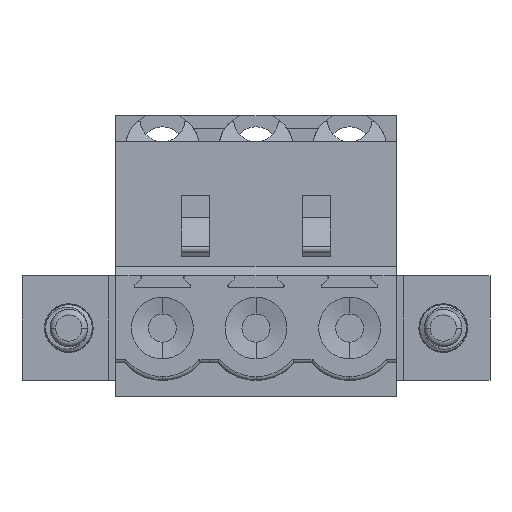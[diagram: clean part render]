
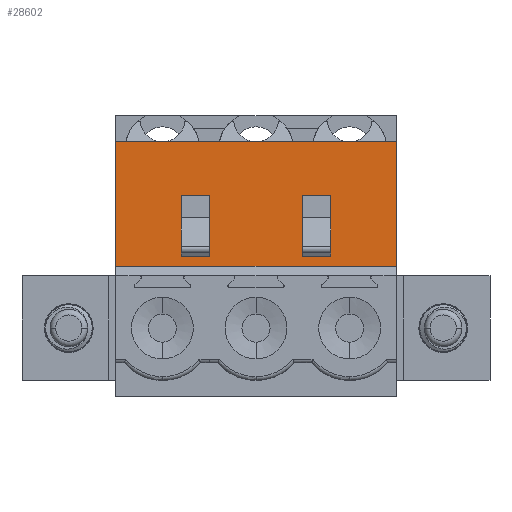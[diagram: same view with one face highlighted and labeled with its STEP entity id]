
A CAD part, front view. The second image highlights one B-rep face of the part: STEP entity #28602.
In plain terms, the highlighted planar face has unit normal (0, -1, 0).
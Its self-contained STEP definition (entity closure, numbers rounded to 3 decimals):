
#164 = AXIS2_PLACEMENT_3D ( 'NONE', #35798, #7432, #9931 ) ;
#625 = EDGE_CURVE ( 'NONE', #23816, #38067, #16905, .T. ) ;
#712 = VECTOR ( 'NONE', #14672, 1000. ) ;
#1081 = EDGE_CURVE ( 'NONE', #7481, #38067, #32449, .T. ) ;
#2685 = EDGE_LOOP ( 'NONE', ( #22883, #8363, #19183, #18612 ) ) ;
#2838 = EDGE_CURVE ( 'NONE', #6929, #7481, #22496, .T. ) ;
#3908 = FACE_OUTER_BOUND ( 'NONE', #39088, .T. ) ;
#4862 = EDGE_CURVE ( 'NONE', #5722, #6853, #28270, .T. ) ;
#4918 = VECTOR ( 'NONE', #30177, 1000. ) ;
#5722 = VERTEX_POINT ( 'NONE', #29633 ) ;
#6853 = VERTEX_POINT ( 'NONE', #23388 ) ;
#6929 = VERTEX_POINT ( 'NONE', #10552 ) ;
#7432 = DIRECTION ( 'NONE',  ( 0., -1., 0. ) ) ;
#7481 = VERTEX_POINT ( 'NONE', #28818 ) ;
#7689 = DIRECTION ( 'NONE',  ( 0., 0., -1. ) ) ;
#7898 = CARTESIAN_POINT ( 'NONE',  ( 3.5, 8.9, 10.75 ) ) ;
#8363 = ORIENTED_EDGE ( 'NONE', *, *, #40594, .T. ) ;
#8848 = ORIENTED_EDGE ( 'NONE', *, *, #30784, .T. ) ;
#9224 = VECTOR ( 'NONE', #32769, 1000. ) ;
#9931 = DIRECTION ( 'NONE',  ( 0., 0., -1. ) ) ;
#9969 = VERTEX_POINT ( 'NONE', #20177 ) ;
#10135 = ORIENTED_EDGE ( 'NONE', *, *, #21162, .F. ) ;
#10425 = VECTOR ( 'NONE', #24812, 1000. ) ;
#10552 = CARTESIAN_POINT ( 'NONE',  ( 15., 8.9, 6.95 ) ) ;
#10925 = CARTESIAN_POINT ( 'NONE',  ( 5., 8.9, 8.75 ) ) ;
#11853 = EDGE_CURVE ( 'NONE', #39451, #23645, #36191, .T. ) ;
#13806 = VECTOR ( 'NONE', #20018, 1000. ) ;
#14049 = LINE ( 'NONE', #39564, #34066 ) ;
#14603 = CARTESIAN_POINT ( 'NONE',  ( 11.5, 8.9, 10.75 ) ) ;
#14672 = DIRECTION ( 'NONE',  ( 0., 0., -1. ) ) ;
#15328 = LINE ( 'NONE', #27589, #28473 ) ;
#16431 = ORIENTED_EDGE ( 'NONE', *, *, #2838, .F. ) ;
#16496 = FACE_BOUND ( 'NONE', #33349, .T. ) ;
#16905 = LINE ( 'NONE', #32295, #13806 ) ;
#17166 = DIRECTION ( 'NONE',  ( 1., 0., 0. ) ) ;
#17920 = ORIENTED_EDGE ( 'NONE', *, *, #1081, .F. ) ;
#18051 = CARTESIAN_POINT ( 'NONE',  ( 10., 8.9, 10.75 ) ) ;
#18612 = ORIENTED_EDGE ( 'NONE', *, *, #39627, .F. ) ;
#19183 = ORIENTED_EDGE ( 'NONE', *, *, #11853, .T. ) ;
#20018 = DIRECTION ( 'NONE',  ( -1., 0., 0. ) ) ;
#20177 = CARTESIAN_POINT ( 'NONE',  ( 10., 8.9, 8.75 ) ) ;
#20195 = VERTEX_POINT ( 'NONE', #29767 ) ;
#20228 = EDGE_CURVE ( 'NONE', #20195, #32868, #23977, .T. ) ;
#20843 = CARTESIAN_POINT ( 'NONE',  ( 15., 8.9, 6.95 ) ) ;
#20932 = LINE ( 'NONE', #18051, #22933 ) ;
#21135 = DIRECTION ( 'NONE',  ( 0., 0., -1. ) ) ;
#21162 = EDGE_CURVE ( 'NONE', #9969, #32868, #14049, .T. ) ;
#21209 = EDGE_CURVE ( 'NONE', #29428, #9969, #30241, .T. ) ;
#22496 = LINE ( 'NONE', #25433, #34291 ) ;
#22883 = ORIENTED_EDGE ( 'NONE', *, *, #4862, .F. ) ;
#22933 = VECTOR ( 'NONE', #30715, 1000. ) ;
#23300 = ORIENTED_EDGE ( 'NONE', *, *, #20228, .T. ) ;
#23322 = CARTESIAN_POINT ( 'NONE',  ( 0., 8.9, 6.95 ) ) ;
#23388 = CARTESIAN_POINT ( 'NONE',  ( 3.5, 8.9, 10.75 ) ) ;
#23645 = VERTEX_POINT ( 'NONE', #36687 ) ;
#23816 = VERTEX_POINT ( 'NONE', #31482 ) ;
#23977 = LINE ( 'NONE', #14603, #4918 ) ;
#24331 = CARTESIAN_POINT ( 'NONE',  ( 5., 8.9, 8.75 ) ) ;
#24517 = CARTESIAN_POINT ( 'NONE',  ( 0., 8.9, 13.6 ) ) ;
#24812 = DIRECTION ( 'NONE',  ( 0., 0., 1. ) ) ;
#25433 = CARTESIAN_POINT ( 'NONE',  ( 15., 8.9, 6.95 ) ) ;
#25833 = DIRECTION ( 'NONE',  ( -1., 0., 0. ) ) ;
#26059 = CARTESIAN_POINT ( 'NONE',  ( 11.5, 8.9, 8.75 ) ) ;
#26583 = VECTOR ( 'NONE', #35755, 1000. ) ;
#27053 = DIRECTION ( 'NONE',  ( -1., 0., 0. ) ) ;
#27589 = CARTESIAN_POINT ( 'NONE',  ( 5., 8.9, 10.75 ) ) ;
#28270 = LINE ( 'NONE', #37834, #9224 ) ;
#28473 = VECTOR ( 'NONE', #21135, 1000. ) ;
#28602 = ADVANCED_FACE ( 'NONE', ( #3908, #34981, #16496 ), #38888, .T. ) ;
#28818 = CARTESIAN_POINT ( 'NONE',  ( 0., 8.9, 6.95 ) ) ;
#29024 = ORIENTED_EDGE ( 'NONE', *, *, #21209, .F. ) ;
#29428 = VERTEX_POINT ( 'NONE', #36013 ) ;
#29633 = CARTESIAN_POINT ( 'NONE',  ( 5., 8.9, 10.75 ) ) ;
#29767 = CARTESIAN_POINT ( 'NONE',  ( 11.5, 8.9, 10.75 ) ) ;
#30177 = DIRECTION ( 'NONE',  ( 0., 0., -1. ) ) ;
#30241 = LINE ( 'NONE', #33155, #33418 ) ;
#30325 = EDGE_CURVE ( 'NONE', #29428, #20195, #20932, .T. ) ;
#30715 = DIRECTION ( 'NONE',  ( 1., 0., 0. ) ) ;
#30742 = VECTOR ( 'NONE', #27053, 1000. ) ;
#30784 = EDGE_CURVE ( 'NONE', #6929, #23816, #37050, .T. ) ;
#31482 = CARTESIAN_POINT ( 'NONE',  ( 15., 8.9, 13.6 ) ) ;
#32295 = CARTESIAN_POINT ( 'NONE',  ( 15., 8.9, 13.6 ) ) ;
#32449 = LINE ( 'NONE', #23322, #26583 ) ;
#32769 = DIRECTION ( 'NONE',  ( -1., 0., 0. ) ) ;
#32868 = VERTEX_POINT ( 'NONE', #26059 ) ;
#33155 = CARTESIAN_POINT ( 'NONE',  ( 10., 8.9, 10.75 ) ) ;
#33349 = EDGE_LOOP ( 'NONE', ( #10135, #29024, #35030, #23300 ) ) ;
#33418 = VECTOR ( 'NONE', #7689, 1000. ) ;
#33939 = ORIENTED_EDGE ( 'NONE', *, *, #625, .T. ) ;
#34066 = VECTOR ( 'NONE', #17166, 1000. ) ;
#34291 = VECTOR ( 'NONE', #25833, 1000. ) ;
#34981 = FACE_BOUND ( 'NONE', #2685, .T. ) ;
#35030 = ORIENTED_EDGE ( 'NONE', *, *, #30325, .T. ) ;
#35755 = DIRECTION ( 'NONE',  ( 0., 0., 1. ) ) ;
#35798 = CARTESIAN_POINT ( 'NONE',  ( 15., 8.9, 6.95 ) ) ;
#36013 = CARTESIAN_POINT ( 'NONE',  ( 10., 8.9, 10.75 ) ) ;
#36191 = LINE ( 'NONE', #10925, #30742 ) ;
#36687 = CARTESIAN_POINT ( 'NONE',  ( 3.5, 8.9, 8.75 ) ) ;
#37050 = LINE ( 'NONE', #20843, #10425 ) ;
#37834 = CARTESIAN_POINT ( 'NONE',  ( 5., 8.9, 10.75 ) ) ;
#38067 = VERTEX_POINT ( 'NONE', #24517 ) ;
#38888 = PLANE ( 'NONE',  #164 ) ;
#39088 = EDGE_LOOP ( 'NONE', ( #16431, #8848, #33939, #17920 ) ) ;
#39451 = VERTEX_POINT ( 'NONE', #24331 ) ;
#39564 = CARTESIAN_POINT ( 'NONE',  ( 10., 8.9, 8.75 ) ) ;
#39568 = LINE ( 'NONE', #7898, #712 ) ;
#39627 = EDGE_CURVE ( 'NONE', #6853, #23645, #39568, .T. ) ;
#40594 = EDGE_CURVE ( 'NONE', #5722, #39451, #15328, .T. ) ;
